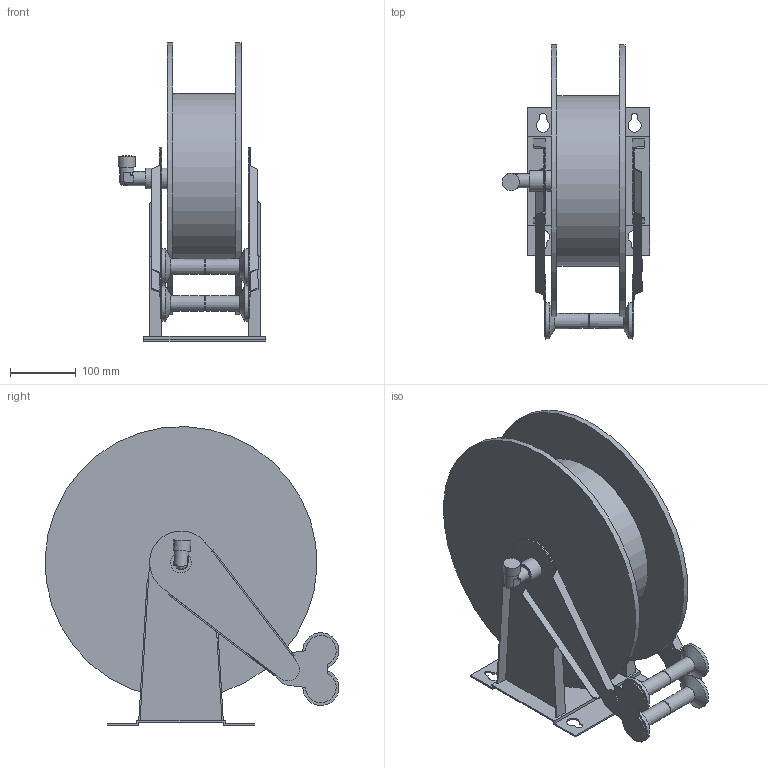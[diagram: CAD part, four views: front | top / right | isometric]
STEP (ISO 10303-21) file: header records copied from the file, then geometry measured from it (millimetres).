
FILE_DESCRIPTION(/* description */ ('Unknown'),/* implementation_level */ '2;1');
FILE_NAME(/* name */ '8430-400',/* time_stamp */ '2017-05-08T08:56:17+02:00',/* author */ ('Unknown'),/* organization */ ('Unknown'),/* preprocessor_version */ 'ST-DEVELOPER v16.7',/* originating_system */ 'DEX',/* authorisation */ $);
FILE_SCHEMA (('AUTOMOTIVE_DESIGN {1 0 10303 214 3 1 1}'));
Length unit declared in the file: millimetre
Products named in the file (10): 8430-400; F587; F589; KC390; S517; F583; I214; F579; F581; F708
Assembly tree (13 placements, depth 2):
  8430-400
    F587
    F589
    KC390
    S517
    F583  x2
    I214  x4
    F579
    F581
    F708
Bounding box: 224.95 x 448.25 x 455.86 mm (x, y, z)
Volume: 8059430.9 mm3; surface area: 949663.4 mm2
Topology: 13 solids, 13 shells, 195 faces, 484 edges, 315 vertices
Faces by surface type: plane 136, cylinder 29, bspline 18, cone 12
Full cylindrical faces by diameter (mm): 21.5 x2, 26 x1, 31.98 x1, 260 x1, 415.033 x2
Entity records: 6575 total; most frequent: CARTESIAN_POINT 2190, ORIENTED_EDGE 844, DIRECTION 750, EDGE_CURVE 422, LINE 294, VECTOR 294, VERTEX_POINT 282, AXIS2_PLACEMENT_3D 228
